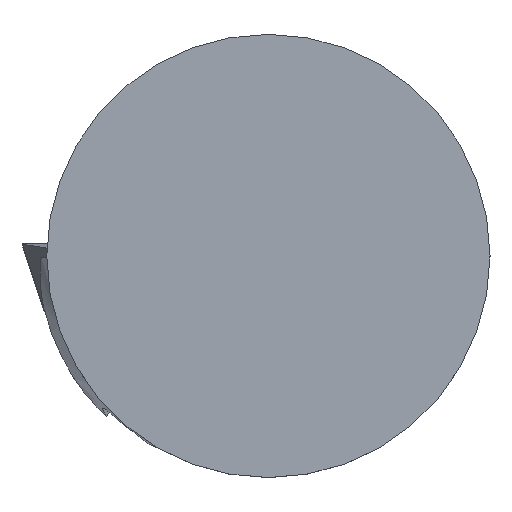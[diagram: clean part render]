
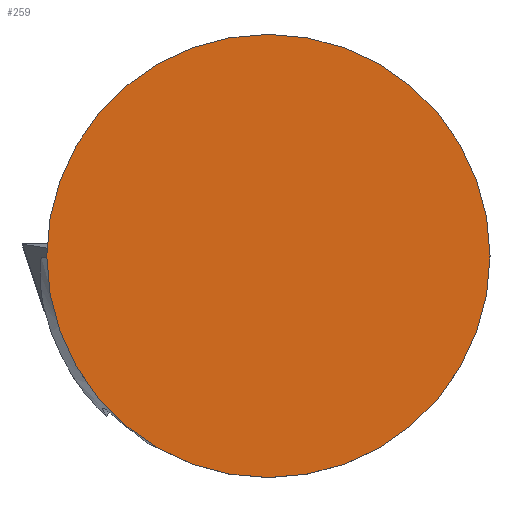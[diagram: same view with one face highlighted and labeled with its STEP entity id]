
A CAD part, top view. The second image highlights one B-rep face of the part: STEP entity #259.
In plain terms, the highlighted planar face has unit normal (0, 0, 1).
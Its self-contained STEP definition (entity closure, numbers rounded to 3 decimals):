
#225=EDGE_CURVE('240[2]',#579,#579,#580,.T.);
#259=ADVANCED_FACE('240[2]',(#629),#630,.T.);
#579=VERTEX_POINT('',#1062);
#580=CIRCLE('',#1063,8.0);
#629=FACE_OUTER_BOUND('',#1147,.T.);
#630=PLANE('',#1148);
#1062=CARTESIAN_POINT('',(-8.0,0.,0.0));
#1063=AXIS2_PLACEMENT_3D('',#1742,#1743,#1744);
#1147=EDGE_LOOP('',(#1779));
#1148=AXIS2_PLACEMENT_3D('',#1780,#1781,#1782);
#1742=CARTESIAN_POINT('',(0.,0.,0.0));
#1743=DIRECTION('',(0.,0.,-1.0));
#1744=DIRECTION('',(1.0,0.,0.));
#1779=ORIENTED_EDGE('',*,*,#225,.F.);
#1780=CARTESIAN_POINT('',(0.,0.,0.0));
#1781=DIRECTION('',(0.,0.,1.0));
#1782=DIRECTION('',(-1.0,0.,0.0));
